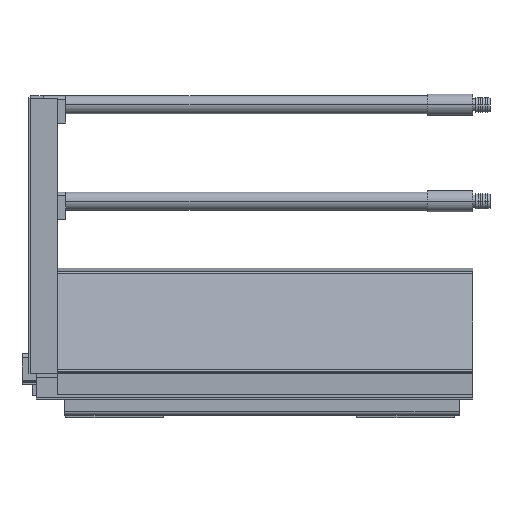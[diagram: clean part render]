
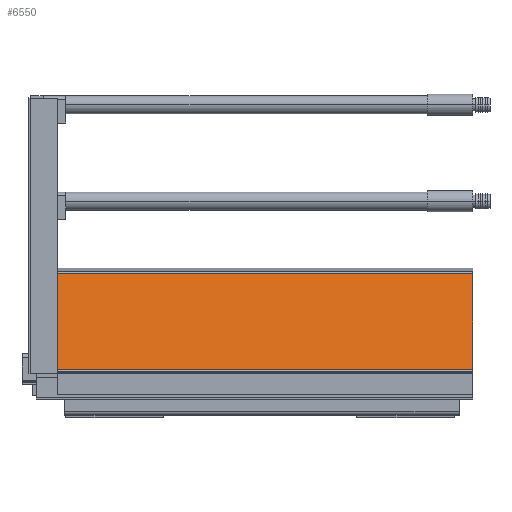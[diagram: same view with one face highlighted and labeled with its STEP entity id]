
A CAD part, top view. The second image highlights one B-rep face of the part: STEP entity #6550.
In plain terms, the highlighted planar face has unit normal (0, 0.208, 0.978).
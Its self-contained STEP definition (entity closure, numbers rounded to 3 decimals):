
#33 = CARTESIAN_POINT ( 'NONE',  ( -275.5, 80.422, 21.003 ) ) ;
#392 = DIRECTION ( 'NONE',  ( 0., -0.978, 0.208 ) ) ;
#868 = VECTOR ( 'NONE', #8177, 1000. ) ;
#1277 = CARTESIAN_POINT ( 'NONE',  ( -275.5, 17.084, 34.466 ) ) ;
#1365 = CARTESIAN_POINT ( 'NONE',  ( 0., 80.422, 21.003 ) ) ;
#2221 = ORIENTED_EDGE ( 'NONE', *, *, #12262, .T. ) ;
#2333 = LINE ( 'NONE', #1365, #11686 ) ;
#2403 = CARTESIAN_POINT ( 'NONE',  ( 0., 17.084, 34.466 ) ) ;
#2522 = PLANE ( 'NONE',  #6652 ) ;
#2748 = DIRECTION ( 'NONE',  ( 0., -0.978, 0.208 ) ) ;
#3685 = FACE_OUTER_BOUND ( 'NONE', #8147, .T. ) ;
#4396 = VERTEX_POINT ( 'NONE', #1277 ) ;
#5889 = ORIENTED_EDGE ( 'NONE', *, *, #8536, .T. ) ;
#6146 = CARTESIAN_POINT ( 'NONE',  ( 0., 17.084, 34.466 ) ) ;
#6550 = ADVANCED_FACE ( 'NONE', ( #3685 ), #2522, .T. ) ;
#6652 = AXIS2_PLACEMENT_3D ( 'NONE', #7575, #10423, #7704 ) ;
#6818 = LINE ( 'NONE', #9612, #12765 ) ;
#7449 = VECTOR ( 'NONE', #8770, 1000. ) ;
#7575 = CARTESIAN_POINT ( 'NONE',  ( -292., 80.422, 21.003 ) ) ;
#7704 = DIRECTION ( 'NONE',  ( 0., -0.978, 0.208 ) ) ;
#7802 = CARTESIAN_POINT ( 'NONE',  ( -292., 80.422, 21.003 ) ) ;
#7939 = LINE ( 'NONE', #7802, #7449 ) ;
#8047 = EDGE_CURVE ( 'NONE', #9147, #12367, #7939, .T. ) ;
#8147 = EDGE_LOOP ( 'NONE', ( #11822, #2221, #5889, #12240 ) ) ;
#8177 = DIRECTION ( 'NONE',  ( 1., 0., 0. ) ) ;
#8536 = EDGE_CURVE ( 'NONE', #4396, #8750, #10048, .T. ) ;
#8750 = VERTEX_POINT ( 'NONE', #2403 ) ;
#8770 = DIRECTION ( 'NONE',  ( 1., 0., 0. ) ) ;
#9147 = VERTEX_POINT ( 'NONE', #33 ) ;
#9612 = CARTESIAN_POINT ( 'NONE',  ( -275.5, 80.422, 21.003 ) ) ;
#10048 = LINE ( 'NONE', #6146, #868 ) ;
#10063 = CARTESIAN_POINT ( 'NONE',  ( 0., 80.422, 21.003 ) ) ;
#10423 = DIRECTION ( 'NONE',  ( 0., 0.208, 0.978 ) ) ;
#11172 = EDGE_CURVE ( 'NONE', #12367, #8750, #2333, .T. ) ;
#11686 = VECTOR ( 'NONE', #392, 1000. ) ;
#11822 = ORIENTED_EDGE ( 'NONE', *, *, #8047, .F. ) ;
#12240 = ORIENTED_EDGE ( 'NONE', *, *, #11172, .F. ) ;
#12262 = EDGE_CURVE ( 'NONE', #9147, #4396, #6818, .T. ) ;
#12367 = VERTEX_POINT ( 'NONE', #10063 ) ;
#12765 = VECTOR ( 'NONE', #2748, 1000. ) ;
